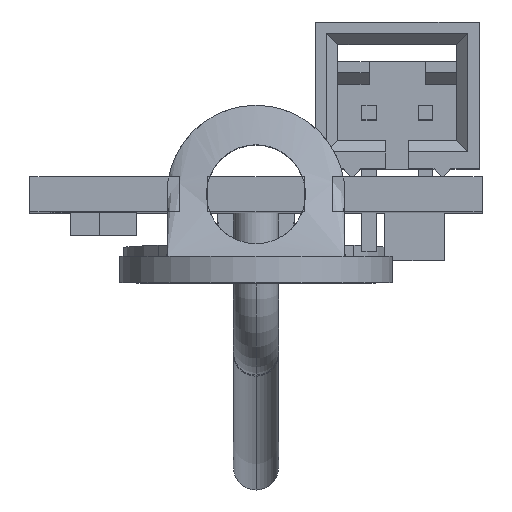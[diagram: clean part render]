
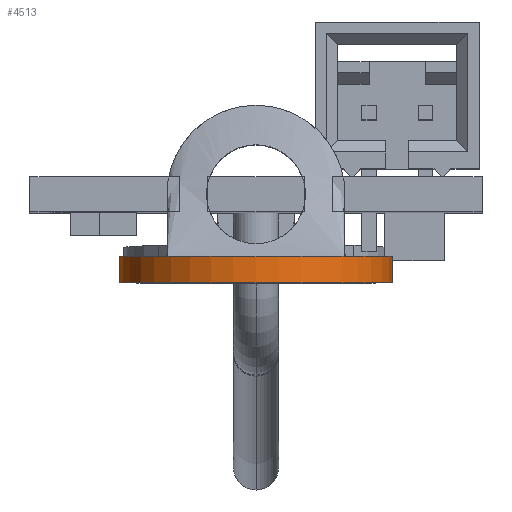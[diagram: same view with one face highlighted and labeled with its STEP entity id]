
A CAD part, top view. The second image highlights one B-rep face of the part: STEP entity #4513.
In plain terms, the highlighted cylindrical face has radius 6.134 mm (diameter 12.268 mm), a partial arc.
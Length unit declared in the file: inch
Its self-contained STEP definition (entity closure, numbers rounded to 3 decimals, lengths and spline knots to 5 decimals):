
#179 = LINE ( 'NONE', #1165, #2147 ) ;
#276 = LINE ( 'NONE', #1172, #2145 ) ;
#677 = EDGE_CURVE ( 'NONE', #3409, #3530, #6667, .T. ) ;
#684 = EDGE_CURVE ( 'NONE', #3530, #3451, #276, .T. ) ;
#685 = EDGE_CURVE ( 'NONE', #3089, #3451, #2135, .T. ) ;
#686 = EDGE_CURVE ( 'NONE', #3409, #3089, #179, .T. ) ;
#1163 = DIRECTION ( 'NONE',  ( 0., 0., -1. ) ) ;
#1165 = CARTESIAN_POINT ( 'NONE',  ( -0.10374, -0.21808, 0.047 ) ) ;
#1167 = DIRECTION ( 'NONE',  ( 1., 0., 0. ) ) ;
#1168 = DIRECTION ( 'NONE',  ( 0., 0., 1. ) ) ;
#1169 = CARTESIAN_POINT ( 'NONE',  ( 0., 0., 0. ) ) ;
#1170 = DIRECTION ( 'NONE',  ( 0., 0., -1. ) ) ;
#1172 = CARTESIAN_POINT ( 'NONE',  ( -0.10374, 0.21808, 0.047 ) ) ;
#1200 = DIRECTION ( 'NONE',  ( 1., 0., 0. ) ) ;
#1203 = DIRECTION ( 'NONE',  ( 0., 0., 1. ) ) ;
#1204 = CARTESIAN_POINT ( 'NONE',  ( 0., 0., 0.047 ) ) ;
#2134 = AXIS2_PLACEMENT_3D ( 'NONE', #1204, #1203, #1200 ) ;
#2135 = CIRCLE ( 'NONE', #2146, 0.2415 ) ;
#2145 = VECTOR ( 'NONE', #1170, 39.37008 ) ;
#2146 = AXIS2_PLACEMENT_3D ( 'NONE', #1169, #1168, #1167 ) ;
#2147 = VECTOR ( 'NONE', #1163, 39.37008 ) ;
#2358 = FACE_OUTER_BOUND ( 'NONE', #3087, .T. ) ;
#2361 = CYLINDRICAL_SURFACE ( 'NONE', #3793, 0.2415 ) ;
#3087 = EDGE_LOOP ( 'NONE', ( #3629, #3657, #3630, #3690 ) ) ;
#3089 = VERTEX_POINT ( 'NONE', #7075 ) ;
#3409 = VERTEX_POINT ( 'NONE', #6032 ) ;
#3451 = VERTEX_POINT ( 'NONE', #6052 ) ;
#3530 = VERTEX_POINT ( 'NONE', #6069 ) ;
#3629 = ORIENTED_EDGE ( 'NONE', *, *, #685, .T. ) ;
#3630 = ORIENTED_EDGE ( 'NONE', *, *, #677, .F. ) ;
#3657 = ORIENTED_EDGE ( 'NONE', *, *, #684, .F. ) ;
#3690 = ORIENTED_EDGE ( 'NONE', *, *, #686, .T. ) ;
#3793 = AXIS2_PLACEMENT_3D ( 'NONE', #6523, #6542, #6543 ) ;
#4513 = ADVANCED_FACE ( 'NONE', ( #2358 ), #2361, .T. ) ;
#6032 = CARTESIAN_POINT ( 'NONE',  ( -0.10374, -0.21808, 0.047 ) ) ;
#6052 = CARTESIAN_POINT ( 'NONE',  ( -0.10374, 0.21808, 0. ) ) ;
#6069 = CARTESIAN_POINT ( 'NONE',  ( -0.10374, 0.21808, 0.047 ) ) ;
#6523 = CARTESIAN_POINT ( 'NONE',  ( 0., 0., 0.047 ) ) ;
#6542 = DIRECTION ( 'NONE',  ( 0., 0., -1. ) ) ;
#6543 = DIRECTION ( 'NONE',  ( -1., 0., 0. ) ) ;
#6667 = CIRCLE ( 'NONE', #2134, 0.2415 ) ;
#7075 = CARTESIAN_POINT ( 'NONE',  ( -0.10374, -0.21808, 0. ) ) ;
